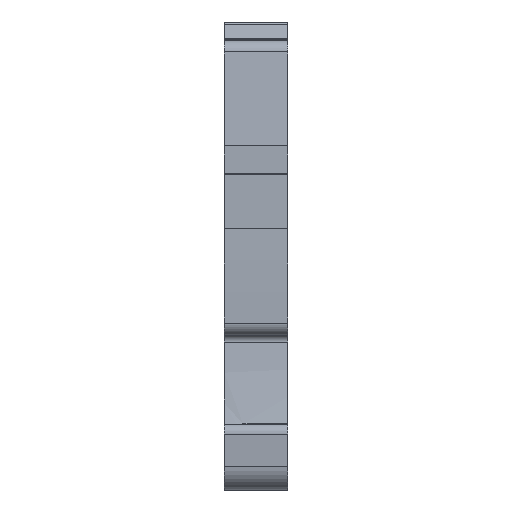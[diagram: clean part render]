
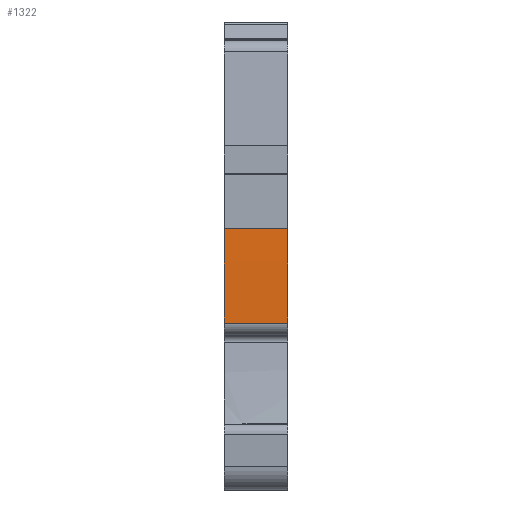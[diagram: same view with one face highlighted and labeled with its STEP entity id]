
A CAD part, front view. The second image highlights one B-rep face of the part: STEP entity #1322.
In plain terms, the highlighted cylindrical face has radius 154.9 mm (diameter 309.8 mm), a partial arc.
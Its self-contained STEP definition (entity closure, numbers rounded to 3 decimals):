
#1286=AXIS2_PLACEMENT_3D('Cylinder Axis2P3D',#1283,#1284,#1285) ;
#1290=AXIS2_PLACEMENT_3D('Circle Axis2P3D',#1288,#1289,$) ;
#1306=AXIS2_PLACEMENT_3D('Circle Axis2P3D',#1304,#1305,$) ;
#1283=CARTESIAN_POINT('Axis2P3D Location',(2.55,156.5,17.05)) ;
#1288=CARTESIAN_POINT('Axis2P3D Location',(0.,156.5,17.05)) ;
#1292=CARTESIAN_POINT('Vertex',(0.,1.652,21.05)) ;
#1294=CARTESIAN_POINT('Vertex',(0.,1.642,13.427)) ;
#1297=CARTESIAN_POINT('Line Origine',(2.55,1.642,13.427)) ;
#1301=CARTESIAN_POINT('Vertex',(5.1,1.642,13.427)) ;
#1304=CARTESIAN_POINT('Axis2P3D Location',(5.1,156.5,17.05)) ;
#1308=CARTESIAN_POINT('Vertex',(5.1,1.652,21.05)) ;
#1311=CARTESIAN_POINT('Line Origine',(2.55,1.652,21.05)) ;
#1284=DIRECTION('Axis2P3D Direction',(1.,0.,0.)) ;
#1285=DIRECTION('Axis2P3D XDirection',(0.,-0.993,0.118)) ;
#1289=DIRECTION('Axis2P3D Direction',(1.,0.,0.)) ;
#1298=DIRECTION('Vector Direction',(1.,0.,0.)) ;
#1305=DIRECTION('Axis2P3D Direction',(1.,0.,0.)) ;
#1312=DIRECTION('Vector Direction',(1.,0.,0.)) ;
#1299=VECTOR('Line Direction',#1298,1.) ;
#1313=VECTOR('Line Direction',#1312,1.) ;
#1317=ORIENTED_EDGE('',*,*,#1296,.T.) ;
#1318=ORIENTED_EDGE('',*,*,#1303,.T.) ;
#1319=ORIENTED_EDGE('',*,*,#1310,.F.) ;
#1320=ORIENTED_EDGE('',*,*,#1315,.F.) ;
#1322=ADVANCED_FACE('Hauptk\X2\00F6\X0\rper',(#1321),#1287,.T.) ;
#1291=CIRCLE('generated circle',#1290,154.9) ;
#1307=CIRCLE('generated circle',#1306,154.9) ;
#1287=CYLINDRICAL_SURFACE('generated cylinder',#1286,154.9) ;
#1296=EDGE_CURVE('',#1293,#1295,#1291,.T.) ;
#1303=EDGE_CURVE('',#1295,#1302,#1300,.T.) ;
#1310=EDGE_CURVE('',#1309,#1302,#1307,.T.) ;
#1315=EDGE_CURVE('',#1293,#1309,#1314,.T.) ;
#1316=EDGE_LOOP('',(#1317,#1318,#1319,#1320)) ;
#1321=FACE_OUTER_BOUND('',#1316,.T.) ;
#1300=LINE('Line',#1297,#1299) ;
#1314=LINE('Line',#1311,#1313) ;
#1293=VERTEX_POINT('',#1292) ;
#1295=VERTEX_POINT('',#1294) ;
#1302=VERTEX_POINT('',#1301) ;
#1309=VERTEX_POINT('',#1308) ;
